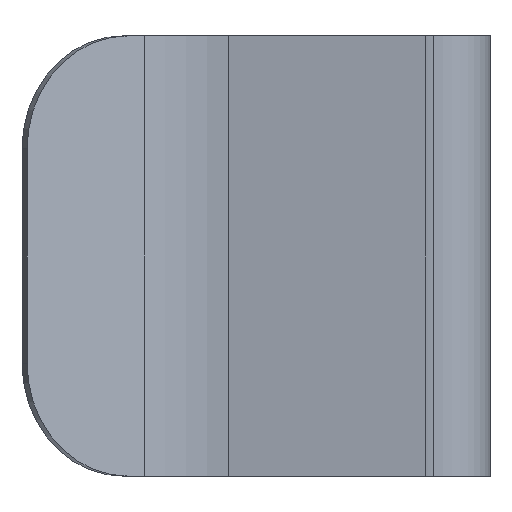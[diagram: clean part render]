
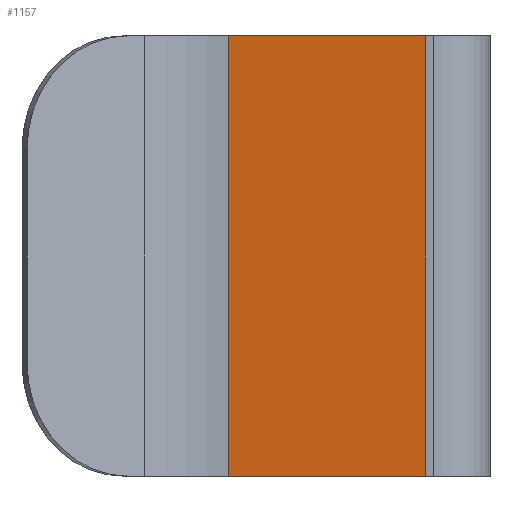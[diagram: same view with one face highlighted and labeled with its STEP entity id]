
A CAD part, left-side view. The second image highlights one B-rep face of the part: STEP entity #1157.
In plain terms, the highlighted planar face has unit normal (-0.989, 0.145, 0).
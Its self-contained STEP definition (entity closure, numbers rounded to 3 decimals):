
#21 = VERTEX_POINT ( 'NONE', #914 ) ;
#23 = DIRECTION ( 'NONE',  ( 0.145, 0.989, 0. ) ) ;
#25 = DIRECTION ( 'NONE',  ( 0.989, -0.145, 0. ) ) ;
#40 = CARTESIAN_POINT ( 'NONE',  ( -8.239, 1.145, 3.9 ) ) ;
#50 = PLANE ( 'NONE',  #670 ) ;
#86 = CARTESIAN_POINT ( 'NONE',  ( -7.727, 4.637, 3.9 ) ) ;
#99 = CARTESIAN_POINT ( 'NONE',  ( -7.727, 4.637, 3.9 ) ) ;
#132 = DIRECTION ( 'NONE',  ( -0.145, -0.989, 0. ) ) ;
#141 = CARTESIAN_POINT ( 'NONE',  ( -8.239, 1.145, 3.9 ) ) ;
#192 = DIRECTION ( 'NONE',  ( 0., 0., -1. ) ) ;
#198 = LINE ( 'NONE', #431, #261 ) ;
#203 = CARTESIAN_POINT ( 'NONE',  ( -8.239, 1.145, 3.9 ) ) ;
#261 = VECTOR ( 'NONE', #438, 1000. ) ;
#337 = ORIENTED_EDGE ( 'NONE', *, *, #434, .F. ) ;
#431 = CARTESIAN_POINT ( 'NONE',  ( -8.239, 1.145, -3.9 ) ) ;
#434 = EDGE_CURVE ( 'NONE', #21, #735, #939, .T. ) ;
#438 = DIRECTION ( 'NONE',  ( 0.145, 0.989, 0. ) ) ;
#456 = CARTESIAN_POINT ( 'NONE',  ( -8.239, 1.145, -3.9 ) ) ;
#596 = LINE ( 'NONE', #99, #609 ) ;
#603 = EDGE_CURVE ( 'NONE', #1125, #940, #626, .T. ) ;
#609 = VECTOR ( 'NONE', #132, 1000. ) ;
#626 = LINE ( 'NONE', #203, #1100 ) ;
#640 = CARTESIAN_POINT ( 'NONE',  ( -7.727, 4.637, 3.9 ) ) ;
#663 = DIRECTION ( 'NONE',  ( 0., 0., 1. ) ) ;
#670 = AXIS2_PLACEMENT_3D ( 'NONE', #40, #25, #23 ) ;
#718 = FACE_OUTER_BOUND ( 'NONE', #1010, .T. ) ;
#735 = VERTEX_POINT ( 'NONE', #86 ) ;
#873 = ORIENTED_EDGE ( 'NONE', *, *, #944, .F. ) ;
#914 = CARTESIAN_POINT ( 'NONE',  ( -7.727, 4.637, -3.9 ) ) ;
#938 = ORIENTED_EDGE ( 'NONE', *, *, #603, .F. ) ;
#939 = LINE ( 'NONE', #640, #967 ) ;
#940 = VERTEX_POINT ( 'NONE', #456 ) ;
#944 = EDGE_CURVE ( 'NONE', #940, #21, #198, .T. ) ;
#967 = VECTOR ( 'NONE', #663, 1000. ) ;
#998 = ORIENTED_EDGE ( 'NONE', *, *, #1133, .F. ) ;
#1010 = EDGE_LOOP ( 'NONE', ( #938, #998, #337, #873 ) ) ;
#1100 = VECTOR ( 'NONE', #192, 1000. ) ;
#1125 = VERTEX_POINT ( 'NONE', #141 ) ;
#1133 = EDGE_CURVE ( 'NONE', #735, #1125, #596, .T. ) ;
#1157 = ADVANCED_FACE ( 'NONE', ( #718 ), #50, .F. ) ;
